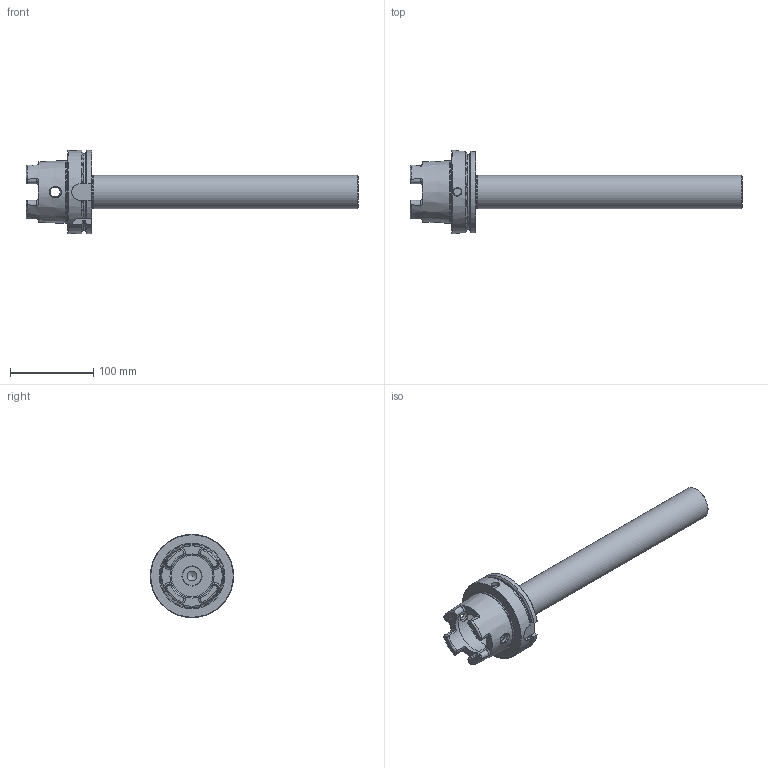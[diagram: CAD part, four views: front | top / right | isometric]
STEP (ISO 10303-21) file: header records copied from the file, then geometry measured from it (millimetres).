
FILE_DESCRIPTION(/* description */ ('Unknown'),/* implementation_level */ '2;1');
FILE_NAME(/* name */ '755500000',/* time_stamp */ '2022-03-15T14:58:33+01:00',/* author */ ('Unknown'),/* organization */ ('Unknown'),/* preprocessor_version */ 'ST-DEVELOPER v16.7',/* originating_system */ 'DEX',/* authorisation */ $);
FILE_SCHEMA (('AUTOMOTIVE_DESIGN {1 0 10303 214 3 1 1}'));
Length unit declared in the file: millimetre
Products named in the file (1): 0025831
Bounding box: 399 x 100 x 100 mm (x, y, z)
Volume: 548968 mm3; surface area: 104587.9 mm2
Topology: 1 solids, 1 shells, 150 faces, 404 edges, 258 vertices
Faces by surface type: plane 49, cylinder 42, torus 30, cone 29
Full cylindrical faces by diameter (mm): 7.5 x1, 10 x1, 12 x3, 22.376 x1, 25 x2, 39.4 x1, 40 x1, 53 x2, 63 x1, 75.359 x1, 100 x1
Entity records: 5734 total; most frequent: CARTESIAN_POINT 1264, ORIENTED_EDGE 692, DIRECTION 678, EDGE_CURVE 346, AXIS2_PLACEMENT_3D 286, VERTEX_POINT 242, FACE_BOUND 198, EDGE_LOOP 196
